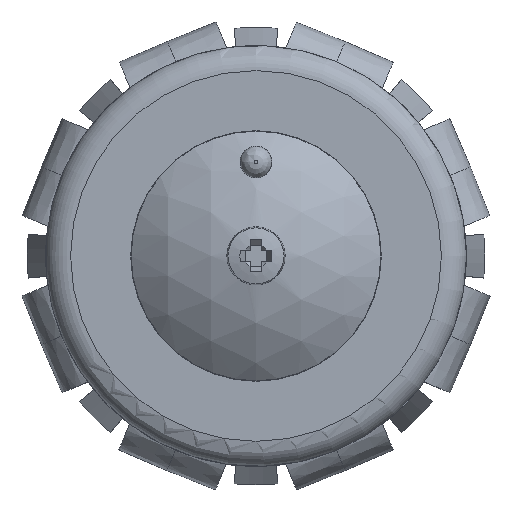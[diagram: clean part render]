
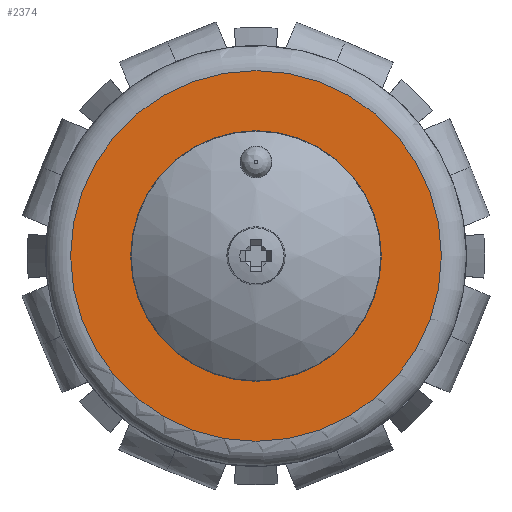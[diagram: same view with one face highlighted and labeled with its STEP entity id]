
A CAD part, top view. The second image highlights one B-rep face of the part: STEP entity #2374.
In plain terms, the highlighted planar face has unit normal (0, 0, 1).
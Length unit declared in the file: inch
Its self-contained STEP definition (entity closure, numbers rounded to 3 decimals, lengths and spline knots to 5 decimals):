
#185=PLANE($,#2645);
#253=FACE_BOUND($,#578,.T.);
#254=FACE_BOUND($,#579,.T.);
#578=EDGE_LOOP($,(#2086));
#579=EDGE_LOOP($,(#2087));
#1033=CIRCLE($,#2640,0.534);
#1034=CIRCLE($,#2642,0.78985);
#1225=VERTEX_POINT($,#4089);
#1226=VERTEX_POINT($,#4092);
#1522=EDGE_CURVE($,#1225,#1225,#1033,.T.);
#1523=EDGE_CURVE($,#1226,#1226,#1034,.T.);
#2086=ORIENTED_EDGE($,*,*,#1522,.T.);
#2087=ORIENTED_EDGE($,*,*,#1523,.F.);
#2374=ADVANCED_FACE($,(#253,#254),#185,.T.);
#2640=AXIS2_PLACEMENT_3D($,#4090,#3292,#3293);
#2642=AXIS2_PLACEMENT_3D($,#4093,#3296,#3297);
#2645=AXIS2_PLACEMENT_3D($,#4097,#3302,#3303);
#3292=DIRECTION('center_axis',(0.,0.,-1.));
#3293=DIRECTION('ref_axis',(-1.,0.,0.));
#3296=DIRECTION('center_axis',(0.,0.,-1.));
#3297=DIRECTION('ref_axis',(-1.,0.,0.));
#3302=DIRECTION('center_axis',(0.,0.,1.));
#3303=DIRECTION('ref_axis',(1.,0.,0.));
#4089=CARTESIAN_POINT('',(0.534,0.,0.083));
#4090=CARTESIAN_POINT('Origin',(0.,0.,0.083));
#4092=CARTESIAN_POINT('',(0.78985,0.,0.083));
#4093=CARTESIAN_POINT('Origin',(0.,0.,0.083));
#4097=CARTESIAN_POINT('Origin',(0.,0.,
0.083));
